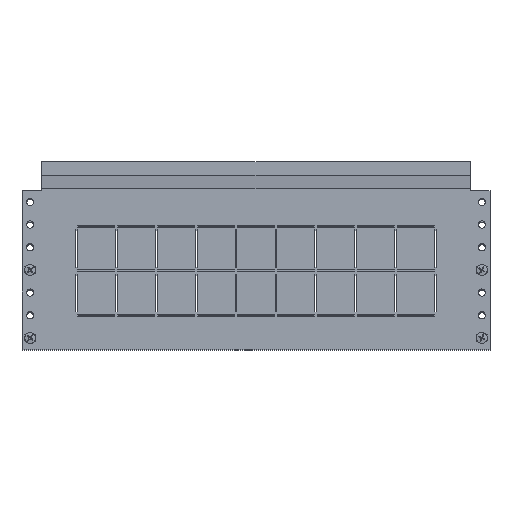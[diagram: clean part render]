
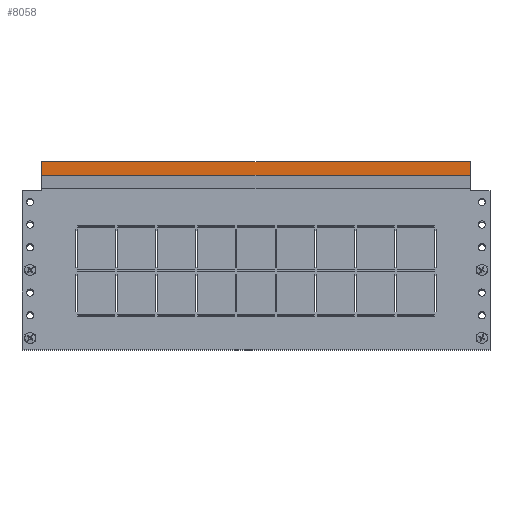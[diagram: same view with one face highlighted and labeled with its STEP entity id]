
A CAD part, top view. The second image highlights one B-rep face of the part: STEP entity #8058.
In plain terms, the highlighted planar face has unit normal (0, 0, 1).
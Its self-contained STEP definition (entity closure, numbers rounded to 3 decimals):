
#167 = EDGE_CURVE ( 'NONE', #5942, #5715, #414, .T. ) ;
#414 = LINE ( 'NONE', #2680, #9089 ) ;
#515 = CARTESIAN_POINT ( 'NONE',  ( -236., -14.948, 1.2 ) ) ;
#786 = CARTESIAN_POINT ( 'NONE',  ( 258., -14.948, 1.2 ) ) ;
#1377 = ORIENTED_EDGE ( 'NONE', *, *, #9865, .F. ) ;
#1450 = FACE_OUTER_BOUND ( 'NONE', #2538, .T. ) ;
#1501 = CARTESIAN_POINT ( 'NONE',  ( -236., 0., 1.2 ) ) ;
#1811 = AXIS2_PLACEMENT_3D ( 'NONE', #7255, #8903, #7224 ) ;
#1838 = CARTESIAN_POINT ( 'NONE',  ( 236., -14.948, 1.2 ) ) ;
#2538 = EDGE_LOOP ( 'NONE', ( #8220, #10143, #1377, #9915 ) ) ;
#2680 = CARTESIAN_POINT ( 'NONE',  ( 236., 0., 1.2 ) ) ;
#4364 = CARTESIAN_POINT ( 'NONE',  ( 258., 0., 1.2 ) ) ;
#4469 = CARTESIAN_POINT ( 'NONE',  ( 236., 0., 1.2 ) ) ;
#4738 = VERTEX_POINT ( 'NONE', #515 ) ;
#5329 = DIRECTION ( 'NONE',  ( 0., -1., 0. ) ) ;
#5715 = VERTEX_POINT ( 'NONE', #1838 ) ;
#5942 = VERTEX_POINT ( 'NONE', #4469 ) ;
#6151 = DIRECTION ( 'NONE',  ( -1., 0., 0. ) ) ;
#6338 = LINE ( 'NONE', #4364, #8581 ) ;
#6993 = EDGE_CURVE ( 'NONE', #5942, #7965, #6338, .T. ) ;
#7224 = DIRECTION ( 'NONE',  ( 0., 1., 0. ) ) ;
#7255 = CARTESIAN_POINT ( 'NONE',  ( 258., 0., 1.2 ) ) ;
#7418 = DIRECTION ( 'NONE',  ( 0., 1., 0. ) ) ;
#7710 = LINE ( 'NONE', #786, #10480 ) ;
#7716 = LINE ( 'NONE', #1501, #8761 ) ;
#7889 = CARTESIAN_POINT ( 'NONE',  ( -236., 0., 1.2 ) ) ;
#7965 = VERTEX_POINT ( 'NONE', #7889 ) ;
#8005 = PLANE ( 'NONE',  #1811 ) ;
#8058 = ADVANCED_FACE ( 'NONE', ( #1450 ), #8005, .F. ) ;
#8220 = ORIENTED_EDGE ( 'NONE', *, *, #6993, .T. ) ;
#8359 = DIRECTION ( 'NONE',  ( -1., 0., 0. ) ) ;
#8581 = VECTOR ( 'NONE', #6151, 1000. ) ;
#8761 = VECTOR ( 'NONE', #7418, 1000. ) ;
#8903 = DIRECTION ( 'NONE',  ( 0., 0., -1. ) ) ;
#9089 = VECTOR ( 'NONE', #5329, 1000. ) ;
#9865 = EDGE_CURVE ( 'NONE', #5715, #4738, #7710, .T. ) ;
#9915 = ORIENTED_EDGE ( 'NONE', *, *, #167, .F. ) ;
#10143 = ORIENTED_EDGE ( 'NONE', *, *, #10545, .F. ) ;
#10480 = VECTOR ( 'NONE', #8359, 1000. ) ;
#10545 = EDGE_CURVE ( 'NONE', #4738, #7965, #7716, .T. ) ;
